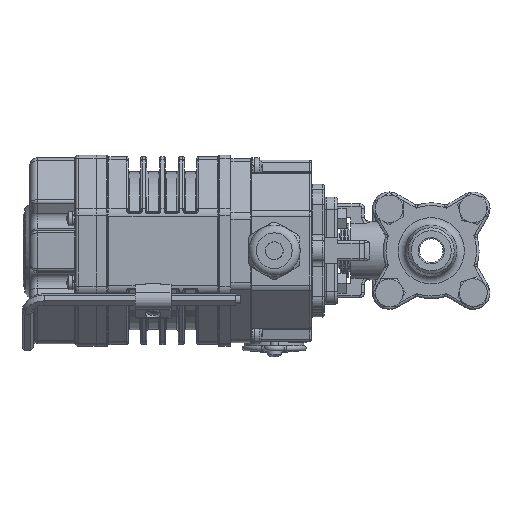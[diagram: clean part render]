
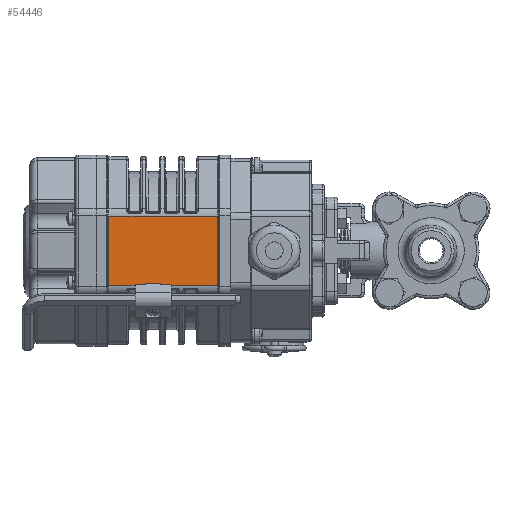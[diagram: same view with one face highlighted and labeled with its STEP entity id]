
A CAD part, left-side view. The second image highlights one B-rep face of the part: STEP entity #54446.
In plain terms, the highlighted planar face has unit normal (-1, 0, 0).
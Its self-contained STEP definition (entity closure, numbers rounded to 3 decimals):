
#13335=ORIENTED_EDGE('',*,*,#24002,.T.);
#13336=ORIENTED_EDGE('',*,*,#23023,.T.);
#13337=ORIENTED_EDGE('',*,*,#24003,.T.);
#13338=ORIENTED_EDGE('',*,*,#22991,.T.);
#22991=EDGE_CURVE('',#28996,#28995,#32721,.T.);
#23023=EDGE_CURVE('',#29012,#29011,#32729,.T.);
#24002=EDGE_CURVE('',#28995,#29012,#33153,.T.);
#24003=EDGE_CURVE('',#29011,#28996,#33154,.T.);
#28995=VERTEX_POINT('',#101845);
#28996=VERTEX_POINT('',#101849);
#29011=VERTEX_POINT('',#101909);
#29012=VERTEX_POINT('',#101913);
#32721=LINE('',#101850,#35564);
#32729=LINE('',#101914,#35572);
#33153=LINE('',#105172,#35996);
#33154=LINE('',#105173,#35997);
#35564=VECTOR('',#66513,1000.);
#35572=VECTOR('',#66601,1000.);
#35996=VECTOR('',#68749,1000.);
#35997=VECTOR('',#68750,1000.);
#38999=EDGE_LOOP('',(#13335,#13336,#13337,#13338));
#42449=FACE_BOUND('',#38999,.T.);
#44720=PLANE('',#58755);
#54446=ADVANCED_FACE('',(#42449),#44720,.F.);
#58755=AXIS2_PLACEMENT_3D('',#105171,#68747,#68748);
#66513=DIRECTION('',(0.,0.,-1.));
#66601=DIRECTION('',(0.,0.,1.));
#68747=DIRECTION('',(1.,0.,0.));
#68748=DIRECTION('',(0.,0.,-1.));
#68749=DIRECTION('',(0.,-1.,0.));
#68750=DIRECTION('',(0.,1.,0.));
#101845=CARTESIAN_POINT('',(-36.75,21.25,-13.565));
#101849=CARTESIAN_POINT('',(-36.75,21.25,13.565));
#101850=CARTESIAN_POINT('',(-36.75,21.25,-13.565));
#101909=CARTESIAN_POINT('',(-36.75,-21.25,13.565));
#101913=CARTESIAN_POINT('',(-36.75,-21.25,-13.565));
#101914=CARTESIAN_POINT('',(-36.75,-21.25,13.565));
#105171=CARTESIAN_POINT('',(-36.75,26.25,-15.222));
#105172=CARTESIAN_POINT('',(-36.75,26.25,-13.565));
#105173=CARTESIAN_POINT('',(-36.75,26.25,13.565));
